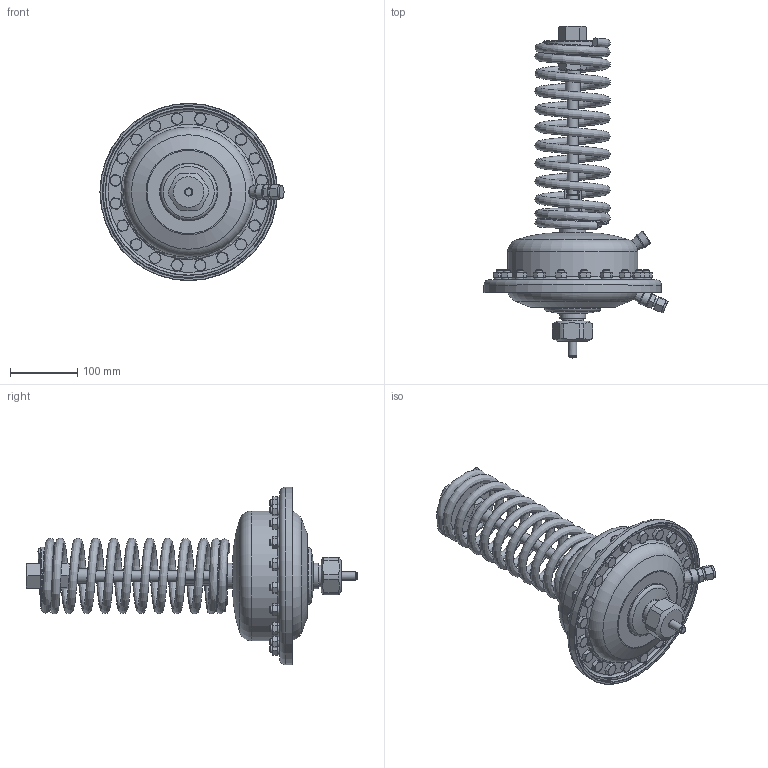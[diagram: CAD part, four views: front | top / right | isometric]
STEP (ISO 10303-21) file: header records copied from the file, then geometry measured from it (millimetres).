
FILE_DESCRIPTION (( 'STEP AP214' ), '1' );
FILE_NAME ('003G1011R.ZLSZXJG.DA2.Z250╱ZA4 自力式阀前控制执行机构组件250305.STEP', '2025-03-05T11:27:25', ( '' ), ( '' ), 'SwSTEP 2.0', 'SolidWorks 2020', '' );
FILE_SCHEMA (( 'AUTOMOTIVE_DESIGN' ));
Length unit declared in the file: millimetre
Products named in the file (1): 003G1011R.ZLSZXJG.DA2.Z250╱ZA4 自力式阀前控制执行机构组件250305
Bounding box: 273.34 x 492.9 x 263.5 mm (x, y, z)
Volume: 4241225.1 mm3; surface area: 428851.4 mm2
Topology: 1 solids, 1 shells, 1097 faces, 2564 edges, 1555 vertices
Faces by surface type: plane 455, cone 425, cylinder 123, bspline 60, torus 30, sphere 4
Full cylindrical faces by diameter (mm): 10 x40, 12 x1, 14.5 x2, 16 x2, 18 x1, 18.5 x3, 20 x1, 21.8 x1, 22 x2, 30 x1, 32 x1, 38.5 x2, 84 x1, 193 x1, 250 x2, 255.5 x1, 263.5 x1
Entity records: 55912 total; most frequent: CARTESIAN_POINT 21478, ORIENTED_EDGE 4740, DIRECTION 4194, EDGE_CURVE 2370, AXIS2_PLACEMENT_3D 1808, VERTEX_POINT 1490, EDGE_LOOP 1356, FACE_OUTER_BOUND 1186
